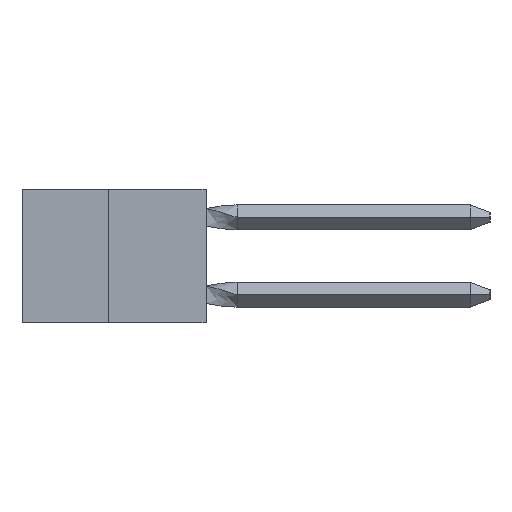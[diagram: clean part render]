
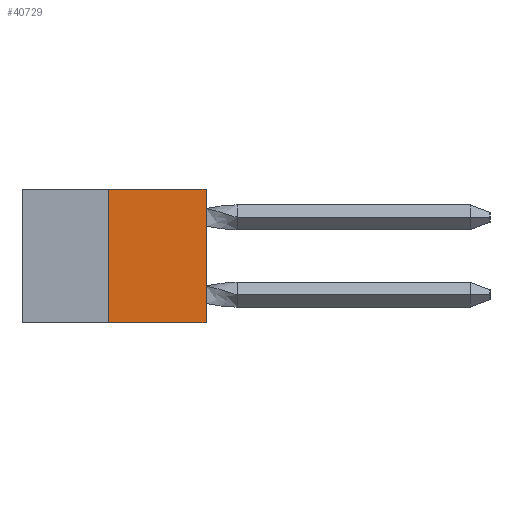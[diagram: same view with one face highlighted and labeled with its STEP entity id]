
A CAD part, left-side view. The second image highlights one B-rep face of the part: STEP entity #40729.
In plain terms, the highlighted planar face has unit normal (-1, 0, 0).
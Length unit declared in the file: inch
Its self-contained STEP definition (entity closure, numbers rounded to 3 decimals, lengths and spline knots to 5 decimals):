
#343 = VERTEX_POINT ( 'NONE', #15509 ) ;
#948 = ORIENTED_EDGE ( 'NONE', *, *, #2690, .F. ) ;
#1058 = VERTEX_POINT ( 'NONE', #43955 ) ;
#2577 = CARTESIAN_POINT ( 'NONE',  ( 0., 0.473, 0. ) ) ;
#2686 = CARTESIAN_POINT ( 'NONE',  ( 0., 0.473, -0.343 ) ) ;
#2690 = EDGE_CURVE ( 'NONE', #26871, #10749, #5799, .T. ) ;
#5799 = LINE ( 'NONE', #27457, #6513 ) ;
#6513 = VECTOR ( 'NONE', #40541, 39.37008 ) ;
#7937 = LINE ( 'NONE', #2577, #29683 ) ;
#7980 = VECTOR ( 'NONE', #33482, 39.37008 ) ;
#9884 = FACE_OUTER_BOUND ( 'NONE', #36811, .T. ) ;
#10749 = VERTEX_POINT ( 'NONE', #38146 ) ;
#14037 = CARTESIAN_POINT ( 'NONE',  ( 0., 0.25, -0.343 ) ) ;
#14809 = LINE ( 'NONE', #2686, #7980 ) ;
#15385 = LINE ( 'NONE', #54285, #27742 ) ;
#15509 = CARTESIAN_POINT ( 'NONE',  ( 0., 0., -0.343 ) ) ;
#18737 = ORIENTED_EDGE ( 'NONE', *, *, #40133, .F. ) ;
#19290 = ORIENTED_EDGE ( 'NONE', *, *, #29258, .T. ) ;
#26871 = VERTEX_POINT ( 'NONE', #14037 ) ;
#27457 = CARTESIAN_POINT ( 'NONE',  ( 0., 0.25, 0. ) ) ;
#27742 = VECTOR ( 'NONE', #41705, 39.37008 ) ;
#28130 = EDGE_CURVE ( 'NONE', #343, #1058, #15385, .T. ) ;
#28981 = AXIS2_PLACEMENT_3D ( 'NONE', #45440, #36535, #49660 ) ;
#29258 = EDGE_CURVE ( 'NONE', #26871, #343, #14809, .T. ) ;
#29683 = VECTOR ( 'NONE', #33365, 39.37008 ) ;
#33365 = DIRECTION ( 'NONE',  ( 0., -1., 0. ) ) ;
#33482 = DIRECTION ( 'NONE',  ( 0., -1., 0. ) ) ;
#36130 = ORIENTED_EDGE ( 'NONE', *, *, #28130, .T. ) ;
#36535 = DIRECTION ( 'NONE',  ( 1., 0., 0. ) ) ;
#36811 = EDGE_LOOP ( 'NONE', ( #18737, #948, #19290, #36130 ) ) ;
#38146 = CARTESIAN_POINT ( 'NONE',  ( 0., 0.25, 0. ) ) ;
#40133 = EDGE_CURVE ( 'NONE', #10749, #1058, #7937, .T. ) ;
#40541 = DIRECTION ( 'NONE',  ( 0., 0., 1. ) ) ;
#40729 = ADVANCED_FACE ( 'NONE', ( #9884 ), #45630, .F. ) ;
#41705 = DIRECTION ( 'NONE',  ( 0., 0., 1. ) ) ;
#43955 = CARTESIAN_POINT ( 'NONE',  ( 0., 0., 0. ) ) ;
#45440 = CARTESIAN_POINT ( 'NONE',  ( 0., 0.473, 0. ) ) ;
#45630 = PLANE ( 'NONE',  #28981 ) ;
#49660 = DIRECTION ( 'NONE',  ( 0., 0., -1. ) ) ;
#54285 = CARTESIAN_POINT ( 'NONE',  ( 0., 0., 0. ) ) ;
